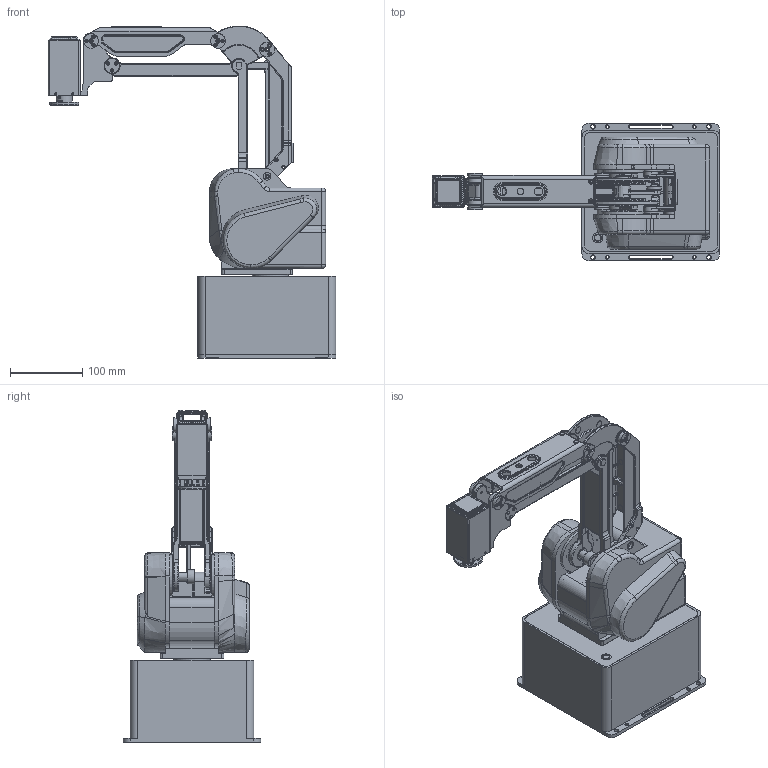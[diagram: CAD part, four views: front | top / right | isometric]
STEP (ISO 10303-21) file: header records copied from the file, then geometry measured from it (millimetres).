
FILE_DESCRIPTION(/* description */ ('STEP AP242','CAx-IF Rec.Pracs.---Representation and Presentation of Product Manufacturing Information (PMI)---4.0---2014-10-13','CAx-IF Rec.Pracs.---3D Tessellated Geometry---0.4---2014-09-14','2;1'),/* implementation_level */ '2;1');
FILE_NAME(/* name */ '6818d19a760cbd1e34d0d0b8',/* time_stamp */ '2025-05-05T14:56:29Z',/* author */ (''),/* organization */ (''),/* preprocessor_version */ 'ST-DEVELOPER v20',/* originating_system */ 'ONSHAPE BY PTC INC, 1.197',/* authorisation */ ' ');
FILE_SCHEMA (('AP242_MANAGED_MODEL_BASED_3D_ENGINEERING_MIM_LF { 1 0 10303 442 1 1 4 }'));
Products named in the file (21): MG400; 2205006700--2021010001_12; 2204159500_22; 2205006900-20210110001_4; 2205006400-20210110001_8; 2205006600--2021010001_9; 2205006300202101160001_10; 2206058300-1; J2_J3_1; 2204159600_36 <1>; 2204159600_36; Surface 2; Surface 3; Surface 1; 2205007000-20210110001_5; 2205006800-20210110001_17; 2204132100_1; 0003_ASM_2_ASM <1>; M3X12_GB70_1_1; Dobot????1; J4_MOTOR_1
Assembly tree (20 placements, depth 3):
  MG400
    2205006700--2021010001_12
    2204159500_22
    2205006900-20210110001_4
    2205006400-20210110001_8
    2205006600--2021010001_9
    2205006300202101160001_10
    2206058300-1
    J2_J3_1
    2204159600_36 <1>
      2204159600_36
      Surface 2
      Surface 3
      Surface 1
    2205007000-20210110001_5
    2205006800-20210110001_17
    2204132100_1
    0003_ASM_2_ASM <1>
      M3X12_GB70_1_1
      Dobot????1
    J4_MOTOR_1
Bounding box: 396.5 x 190 x 458 mm (x, y, z)
Volume: 5845015.4 mm3; surface area: 565469.4 mm2
Topology: 15 solids, 20 shells, 2983 faces, 7514 edges, 4598 vertices
Faces by surface type: cylinder 1014, plane 990, bspline 416, cone 336, torus 197, sphere 30
Full cylindrical faces by diameter (mm): 1.6 x3, 2 x3, 2.05 x48, 2.5 x35, 2.7 x8, 3 x11, 3.2 x15, 3.3 x5, 3.4 x4, 3.5 x6, 4.2 x4, 4.3 x14, 5 x6, 5.5 x5, 6 x24, 6.116 x1, 6.5 x4, 8 x20, 8.5 x24, 9.9 x1, 10 x12, 10.5 x1, 10.8 x1, 12 x3, 14 x1, 16 x1, 16.001 x1, 18 x1, 20 x3, 20.185 x2
Entity records: 104172 total; most frequent: CARTESIAN_POINT 37659, ORIENTED_EDGE 13496, DIRECTION 13020, EDGE_CURVE 6751, AXIS2_PLACEMENT_3D 4964, VERTEX_POINT 4377, FACE_BOUND 3920, EDGE_LOOP 3894
